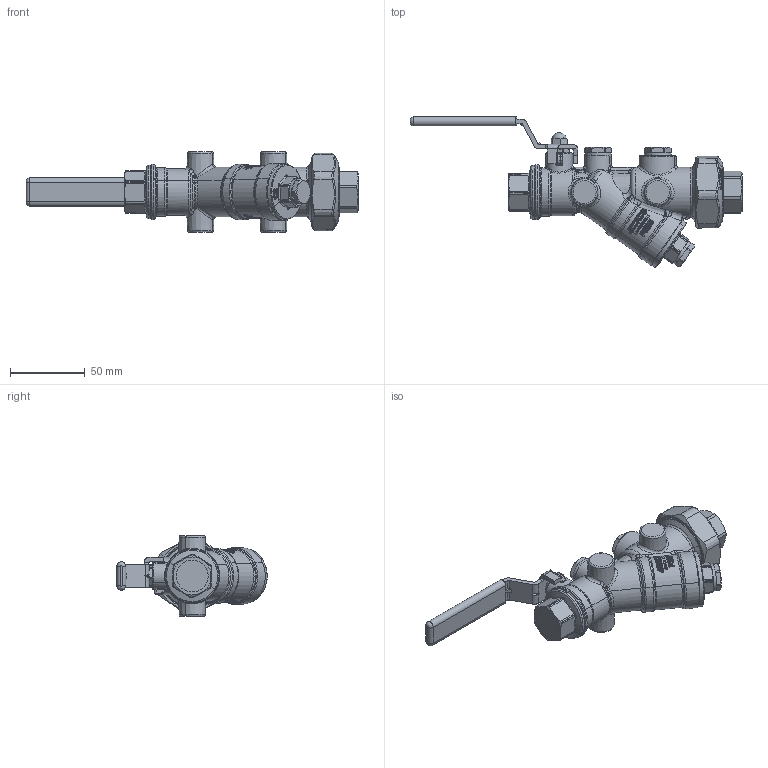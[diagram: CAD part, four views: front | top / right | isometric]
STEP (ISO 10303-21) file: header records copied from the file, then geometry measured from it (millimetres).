
FILE_DESCRIPTION(('CATIA V5 STEP Exchange'),'2;1');
FILE_NAME('STEP_120141_-_TST.stp','2018-12-14T13:01:07+00:00',('none'),('none'),'CATIA Version 5-6 Release 2016 SP4','CATIA V5 STEP AP203','none');
FILE_SCHEMA(('CONFIG_CONTROL_DESIGN'));
Products named in the file (1): 120141 - TST
Bounding box: 222.5 x 100.75 x 54 mm (x, y, z)
Volume: 213950.2 mm3; surface area: 48519.2 mm2
Topology: 1 solids, 16 shells, 3008 faces, 7196 edges, 4062 vertices
Faces by surface type: bspline 1554, cylinder 411, plane 405, cone 203, sphere 186, torus 126, extrusion 119, revolution 4
Entity records: 159332 total; most frequent: CARTESIAN_POINT 107299, ORIENTED_EDGE 13924, EDGE_CURVE 6962, B_SPLINE_CURVE_WITH_KNOTS 4554, DIRECTION 4518, VERTEX_POINT 4058, EDGE_LOOP 3116, ADVANCED_FACE 3007
